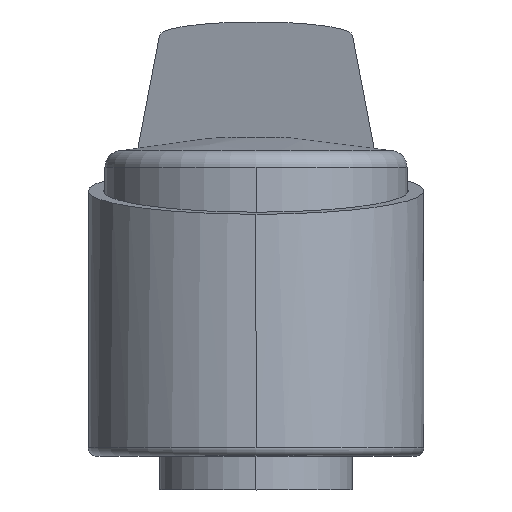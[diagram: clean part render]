
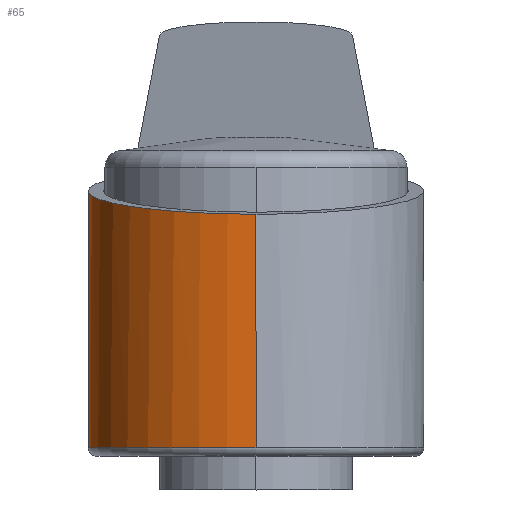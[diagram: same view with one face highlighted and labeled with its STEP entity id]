
A CAD part, top view. The second image highlights one B-rep face of the part: STEP entity #65.
In plain terms, the highlighted cylindrical face has radius 20 mm (diameter 40 mm), a partial arc.
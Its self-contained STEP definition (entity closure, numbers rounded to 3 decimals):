
#65=ADVANCED_FACE('',(#161),#162,.T.);
#161=FACE_OUTER_BOUND('',#291,.T.);
#162=CYLINDRICAL_SURFACE('',#292,20.0);
#291=EDGE_LOOP('',(#424,#425,#426,#427,#428,#429));
#292=AXIS2_PLACEMENT_3D('',#430,#431,#432);
#424=ORIENTED_EDGE('',*,*,#759,.F.);
#425=ORIENTED_EDGE('',*,*,#760,.T.);
#426=ORIENTED_EDGE('',*,*,#761,.T.);
#427=ORIENTED_EDGE('',*,*,#762,.F.);
#428=ORIENTED_EDGE('',*,*,#763,.T.);
#429=ORIENTED_EDGE('',*,*,#764,.F.);
#430=CARTESIAN_POINT('',(0.0,21.0,0.0));
#431=DIRECTION('',(0.0,1.0,0.0));
#432=DIRECTION('',(0.,0.0,-1.0));
#759=EDGE_CURVE('',#897,#887,#898,.T.);
#760=EDGE_CURVE('',#897,#899,#900,.T.);
#761=EDGE_CURVE('',#899,#901,#902,.T.);
#762=EDGE_CURVE('',#903,#901,#904,.T.);
#763=EDGE_CURVE('',#903,#905,#906,.T.);
#764=EDGE_CURVE('',#887,#905,#907,.T.);
#887=VERTEX_POINT('',#1079);
#897=VERTEX_POINT('',#1185);
#898=LINE('',#1186,#1187);
#899=VERTEX_POINT('',#1188);
#900=CIRCLE('',#1189,20.0);
#901=VERTEX_POINT('',#1190);
#902=CIRCLE('',#1191,20.0);
#903=VERTEX_POINT('',#1192);
#904=LINE('',#1193,#1194);
#905=VERTEX_POINT('',#1195);
#906=ELLIPSE('',#1196,20.197,20.0);
#907=B_SPLINE_CURVE_WITH_KNOTS('',3,(#1197,#1198,#1199,#1200,#1201,#1202,#1203,#1204,#1205,#1206,#1207,#1208,#1209,#1210,#1211,#1212,#1213,#1214,#1215,#1216,#1217,#1218,#1219,#1220,#1221,#1222,#1223,#1224,#1225,#1226,#1227,#1228,#1229,#1230,#1231,#1232,#1233,#1234,#1235,#1236,#1237,#1238,#1239,#1240,#1241,#1242),.UNSPECIFIED.,.F.,.F.,(4,2,2,2,2,2,2,2,2,2,2,2,2,2,2,2,2,2,2,2,2,2,4),(14.693,17.085,19.478,20.887,22.296,25.115,27.934,30.753,33.616,36.48,39.344,42.208,45.071,47.935,50.799,53.663,56.481,59.3,62.119,63.528,64.938,67.33,69.722),.UNSPECIFIED.);
#1079=CARTESIAN_POINT('',(0.,23.732,-20.0));
#1185=CARTESIAN_POINT('',(0.,5.0,-20.0));
#1186=CARTESIAN_POINT('',(0.,21.0,-20.0));
#1187=VECTOR('',#1540,1.0);
#1188=CARTESIAN_POINT('',(-20.0,5.0,0.));
#1189=AXIS2_PLACEMENT_3D('',#1541,#1542,#1543);
#1190=CARTESIAN_POINT('',(0.,5.0,20.0));
#1191=AXIS2_PLACEMENT_3D('',#1544,#1545,#1546);
#1192=CARTESIAN_POINT('',(0.,32.811,20.0));
#1193=CARTESIAN_POINT('',(0.,21.0,20.0));
#1194=VECTOR('',#1547,1.0);
#1195=CARTESIAN_POINT('',(-14.673,37.532,-13.591));
#1196=AXIS2_PLACEMENT_3D('',#1548,#1549,#1550);
#1197=CARTESIAN_POINT('',(13.896,42.281,-14.384));
#1198=CARTESIAN_POINT('',(14.148,41.507,-14.141));
#1199=CARTESIAN_POINT('',(14.344,40.705,-13.939));
#1200=CARTESIAN_POINT('',(14.607,39.089,-13.663));
#1201=CARTESIAN_POINT('',(14.673,38.275,-13.59));
#1202=CARTESIAN_POINT('',(14.673,37.007,-13.59));
#1203=CARTESIAN_POINT('',(14.65,36.535,-13.615));
#1204=CARTESIAN_POINT('',(14.557,35.597,-13.715));
#1205=CARTESIAN_POINT('',(14.486,35.13,-13.79));
#1206=CARTESIAN_POINT('',(14.202,33.75,-14.085));
#1207=CARTESIAN_POINT('',(13.916,32.857,-14.373));
#1208=CARTESIAN_POINT('',(13.173,31.175,-15.057));
#1209=CARTESIAN_POINT('',(12.715,30.383,-15.452));
#1210=CARTESIAN_POINT('',(11.665,28.931,-16.26));
#1211=CARTESIAN_POINT('',(11.072,28.271,-16.672));
#1212=CARTESIAN_POINT('',(9.805,27.096,-17.448));
#1213=CARTESIAN_POINT('',(9.081,26.54,-17.841));
#1214=CARTESIAN_POINT('',(7.495,25.556,-18.563));
#1215=CARTESIAN_POINT('',(6.633,25.127,-18.892));
#1216=CARTESIAN_POINT('',(4.819,24.433,-19.434));
#1217=CARTESIAN_POINT('',(3.866,24.168,-19.647));
#1218=CARTESIAN_POINT('',(1.934,23.817,-19.93));
#1219=CARTESIAN_POINT('',(0.955,23.732,-20.0));
#1220=CARTESIAN_POINT('',(-0.955,23.732,-20.0));
#1221=CARTESIAN_POINT('',(-1.934,23.817,-19.93));
#1222=CARTESIAN_POINT('',(-3.866,24.168,-19.647));
#1223=CARTESIAN_POINT('',(-4.819,24.433,-19.434));
#1224=CARTESIAN_POINT('',(-6.633,25.127,-18.892));
#1225=CARTESIAN_POINT('',(-7.495,25.556,-18.563));
#1226=CARTESIAN_POINT('',(-9.081,26.54,-17.841));
#1227=CARTESIAN_POINT('',(-9.805,27.096,-17.448));
#1228=CARTESIAN_POINT('',(-11.072,28.271,-16.672));
#1229=CARTESIAN_POINT('',(-11.665,28.931,-16.26));
#1230=CARTESIAN_POINT('',(-12.715,30.383,-15.452));
#1231=CARTESIAN_POINT('',(-13.173,31.175,-15.057));
#1232=CARTESIAN_POINT('',(-13.916,32.857,-14.373));
#1233=CARTESIAN_POINT('',(-14.202,33.75,-14.085));
#1234=CARTESIAN_POINT('',(-14.486,35.13,-13.79));
#1235=CARTESIAN_POINT('',(-14.557,35.597,-13.715));
#1236=CARTESIAN_POINT('',(-14.65,36.535,-13.615));
#1237=CARTESIAN_POINT('',(-14.673,37.007,-13.59));
#1238=CARTESIAN_POINT('',(-14.673,38.275,-13.59));
#1239=CARTESIAN_POINT('',(-14.607,39.089,-13.663));
#1240=CARTESIAN_POINT('',(-14.344,40.705,-13.939));
#1241=CARTESIAN_POINT('',(-14.148,41.507,-14.141));
#1242=CARTESIAN_POINT('',(-13.896,42.281,-14.384));
#1540=DIRECTION('',(0.0,1.0,0.0));
#1541=CARTESIAN_POINT('',(0.,5.0,0.));
#1542=DIRECTION('',(0.0,1.0,0.0));
#1543=DIRECTION('',(0.,0.0,-1.0));
#1544=CARTESIAN_POINT('',(0.,5.0,0.));
#1545=DIRECTION('',(0.0,1.0,0.0));
#1546=DIRECTION('',(0.,0.0,-1.0));
#1547=DIRECTION('',(-0.0,-1.0,-0.0));
#1548=CARTESIAN_POINT('',(0.0,35.622,0.0));
#1549=DIRECTION('',(0.,-0.99,-0.139));
#1550=DIRECTION('',(0.,0.139,-0.99));
